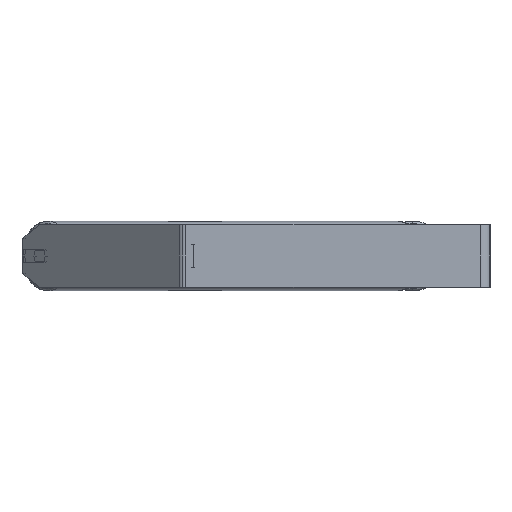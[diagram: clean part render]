
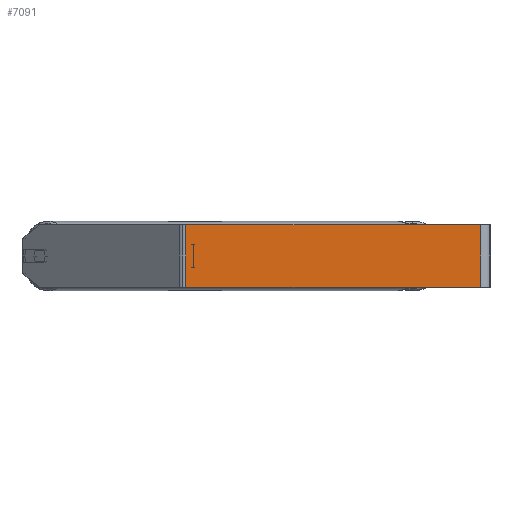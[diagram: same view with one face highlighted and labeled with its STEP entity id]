
A CAD part, left-side view. The second image highlights one B-rep face of the part: STEP entity #7091.
In plain terms, the highlighted planar face has unit normal (-1, 0, 0).
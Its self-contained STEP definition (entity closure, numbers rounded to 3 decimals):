
#139 = EDGE_LOOP ( 'NONE', ( #1403, #5922, #919, #7141 ) ) ;
#164 = DIRECTION ( 'NONE',  ( 0., -1., 0. ) ) ;
#191 = DIRECTION ( 'NONE',  ( 0., 0., -1. ) ) ;
#458 = EDGE_CURVE ( 'NONE', #728, #5296, #4730, .T. ) ;
#468 = FACE_OUTER_BOUND ( 'NONE', #139, .T. ) ;
#725 = CARTESIAN_POINT ( 'NONE',  ( -1000., 12., 40. ) ) ;
#728 = VERTEX_POINT ( 'NONE', #5620 ) ;
#914 = CARTESIAN_POINT ( 'NONE',  ( -1000., 392.866, 40. ) ) ;
#919 = ORIENTED_EDGE ( 'NONE', *, *, #5798, .F. ) ;
#1129 = PLANE ( 'NONE',  #1379 ) ;
#1186 = VECTOR ( 'NONE', #191, 1000. ) ;
#1379 = AXIS2_PLACEMENT_3D ( 'NONE', #7934, #3813, #2491 ) ;
#1403 = ORIENTED_EDGE ( 'NONE', *, *, #458, .T. ) ;
#1520 = VERTEX_POINT ( 'NONE', #4305 ) ;
#1952 = VECTOR ( 'NONE', #6692, 1000. ) ;
#2134 = LINE ( 'NONE', #725, #1952 ) ;
#2491 = DIRECTION ( 'NONE',  ( 0., 0., -1. ) ) ;
#2625 = VECTOR ( 'NONE', #164, 1000. ) ;
#3350 = VERTEX_POINT ( 'NONE', #5677 ) ;
#3553 = VECTOR ( 'NONE', #6720, 1000. ) ;
#3640 = EDGE_CURVE ( 'NONE', #1520, #728, #6990, .T. ) ;
#3813 = DIRECTION ( 'NONE',  ( 1., 0., 0. ) ) ;
#4305 = CARTESIAN_POINT ( 'NONE',  ( -1000., 387.896, 40. ) ) ;
#4730 = LINE ( 'NONE', #7386, #3553 ) ;
#5296 = VERTEX_POINT ( 'NONE', #6897 ) ;
#5538 = CARTESIAN_POINT ( 'NONE',  ( -1000., 387.896, 40. ) ) ;
#5620 = CARTESIAN_POINT ( 'NONE',  ( -1000., 387.896, -40. ) ) ;
#5677 = CARTESIAN_POINT ( 'NONE',  ( -1000., 12., 40. ) ) ;
#5682 = LINE ( 'NONE', #914, #2625 ) ;
#5798 = EDGE_CURVE ( 'NONE', #1520, #3350, #5682, .T. ) ;
#5922 = ORIENTED_EDGE ( 'NONE', *, *, #7268, .F. ) ;
#6692 = DIRECTION ( 'NONE',  ( 0., 0., -1. ) ) ;
#6720 = DIRECTION ( 'NONE',  ( 0., -1., 0. ) ) ;
#6897 = CARTESIAN_POINT ( 'NONE',  ( -1000., 12., -40. ) ) ;
#6990 = LINE ( 'NONE', #5538, #1186 ) ;
#7091 = ADVANCED_FACE ( 'NONE', ( #468 ), #1129, .F. ) ;
#7141 = ORIENTED_EDGE ( 'NONE', *, *, #3640, .T. ) ;
#7268 = EDGE_CURVE ( 'NONE', #3350, #5296, #2134, .T. ) ;
#7386 = CARTESIAN_POINT ( 'NONE',  ( -1000., 392.866, -40. ) ) ;
#7934 = CARTESIAN_POINT ( 'NONE',  ( -1000., 392.866, 40. ) ) ;
